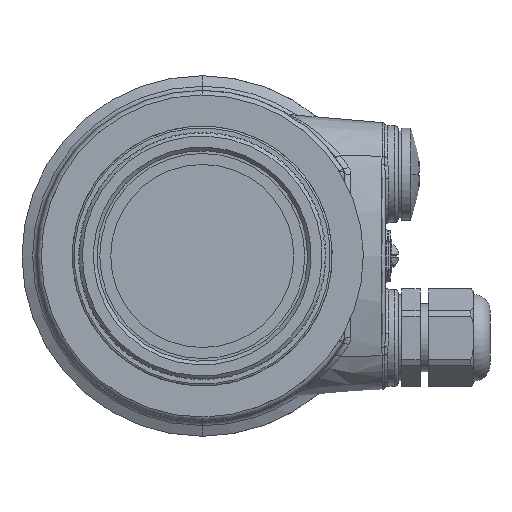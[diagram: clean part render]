
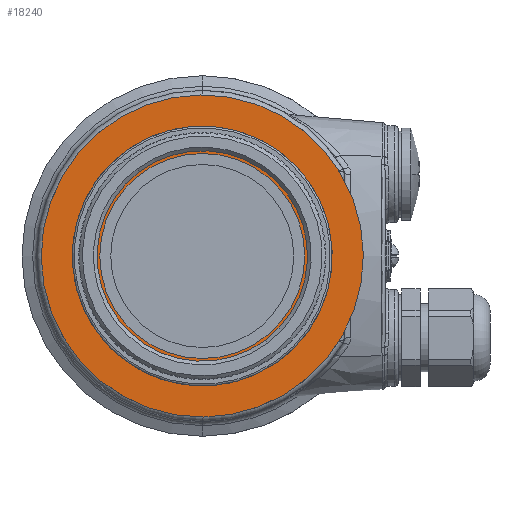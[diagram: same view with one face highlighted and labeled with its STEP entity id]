
A CAD part, front view. The second image highlights one B-rep face of the part: STEP entity #18240.
In plain terms, the highlighted planar face has unit normal (0, -1, 0).
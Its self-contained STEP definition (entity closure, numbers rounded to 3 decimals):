
#2477 = PLANE ( 'NONE',  #51269 ) ;
#3092 = CARTESIAN_POINT ( 'NONE',  ( 0., 0., 0. ) ) ;
#6425 = CARTESIAN_POINT ( 'NONE',  ( 0., 0., 0. ) ) ;
#11244 = AXIS2_PLACEMENT_3D ( 'NONE', #48083, #25483, #34147 ) ;
#11841 = CARTESIAN_POINT ( 'NONE',  ( 0., 0., -44. ) ) ;
#12331 = DIRECTION ( 'NONE',  ( 0., 1., 0. ) ) ;
#12644 = FACE_OUTER_BOUND ( 'NONE', #43106, .T. ) ;
#14312 = EDGE_CURVE ( 'NONE', #43540, #26442, #18122, .T. ) ;
#18122 = CIRCLE ( 'NONE', #11244, 44. ) ;
#18240 = ADVANCED_FACE ( 'NONE', ( #12644 ), #2477, .F. ) ;
#20147 = CIRCLE ( 'NONE', #52765, 44. ) ;
#25483 = DIRECTION ( 'NONE',  ( 0., 1., 0. ) ) ;
#26442 = VERTEX_POINT ( 'NONE', #11841 ) ;
#31330 = EDGE_CURVE ( 'NONE', #26442, #43540, #20147, .T. ) ;
#34147 = DIRECTION ( 'NONE',  ( 0., 0., 1. ) ) ;
#39460 = DIRECTION ( 'NONE',  ( 0., 0., 1. ) ) ;
#43106 = EDGE_LOOP ( 'NONE', ( #45654, #47728 ) ) ;
#43540 = VERTEX_POINT ( 'NONE', #51626 ) ;
#45654 = ORIENTED_EDGE ( 'NONE', *, *, #31330, .F. ) ;
#47728 = ORIENTED_EDGE ( 'NONE', *, *, #14312, .F. ) ;
#48083 = CARTESIAN_POINT ( 'NONE',  ( 0., 0., 0. ) ) ;
#51269 = AXIS2_PLACEMENT_3D ( 'NONE', #3092, #12331, #39460 ) ;
#51626 = CARTESIAN_POINT ( 'NONE',  ( 0., 0., 44. ) ) ;
#52765 = AXIS2_PLACEMENT_3D ( 'NONE', #6425, #53644, #53332 ) ;
#53332 = DIRECTION ( 'NONE',  ( 0., 0., 1. ) ) ;
#53644 = DIRECTION ( 'NONE',  ( 0., 1., 0. ) ) ;
